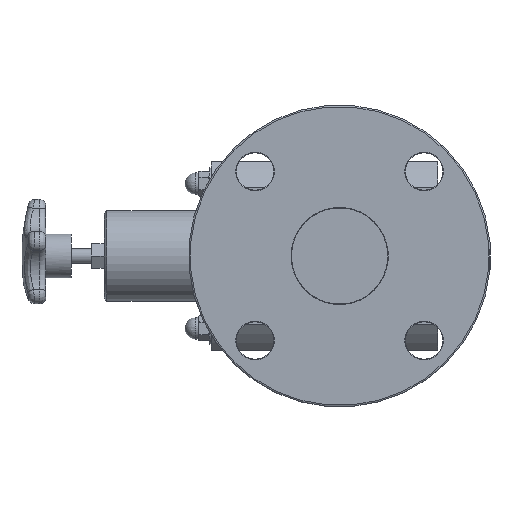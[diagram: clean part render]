
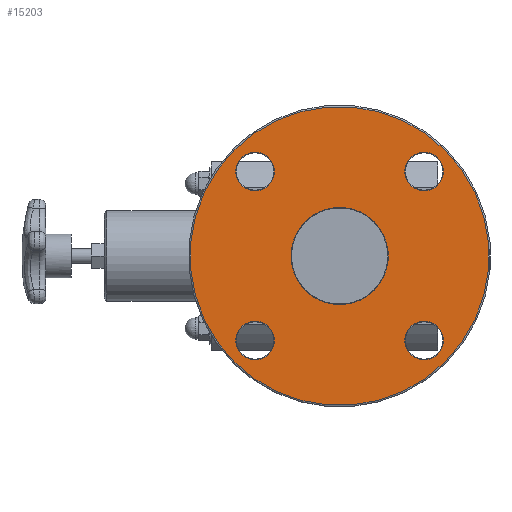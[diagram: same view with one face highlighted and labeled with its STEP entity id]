
A CAD part, left-side view. The second image highlights one B-rep face of the part: STEP entity #15203.
In plain terms, the highlighted planar face has unit normal (-1, 0, 0).
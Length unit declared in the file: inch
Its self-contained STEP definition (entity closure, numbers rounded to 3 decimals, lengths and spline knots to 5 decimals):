
#15125=CARTESIAN_POINT('',(-4.625,4.04811,2.10011));
#15126=VERTEX_POINT('',#15125);
#15127=CARTESIAN_POINT('',(-4.625,1.948,0.));
#15128=DIRECTION('',(1.0,0.,0.));
#15129=DIRECTION('',(0.,-0.707,-0.707));
#15130=AXIS2_PLACEMENT_3D('',#15127,#15128,#15129);
#15131=CIRCLE('',#15130,2.97);
#15132=EDGE_CURVE('',#15126,#15126,#15131,.T.);
#15140=CARTESIAN_POINT('',(-4.625,3.34683,1.39883));
#15141=DIRECTION('',(-1.0,0.0,0.0));
#15142=DIRECTION('',(0.0,-0.707,0.707));
#15143=AXIS2_PLACEMENT_3D('',#15140,#15141,#15142);
#15144=PLANE('',#15143);
#15145=ORIENTED_EDGE('',*,*,#15132,.F.);
#15146=EDGE_LOOP('',(#15145));
#15147=FACE_OUTER_BOUND('',#15146,.T.);
#15148=CARTESIAN_POINT('',(-4.625,-0.00185,-1.40891));
#15149=VERTEX_POINT('',#15148);
#15150=CARTESIAN_POINT('',(-4.625,0.26862,-1.67938));
#15151=DIRECTION('',(-1.,0.,0.));
#15152=DIRECTION('',(0.,0.707,-0.707));
#15153=AXIS2_PLACEMENT_3D('',#15150,#15151,#15152);
#15154=CIRCLE('',#15153,0.3825);
#15155=EDGE_CURVE('',#15149,#15149,#15154,.T.);
#15156=ORIENTED_EDGE('',*,*,#15155,.F.);
#15157=EDGE_LOOP('',(#15156));
#15158=FACE_BOUND('',#15157,.T.);
#15159=CARTESIAN_POINT('',(-4.625,3.35691,-1.94985));
#15160=VERTEX_POINT('',#15159);
#15161=CARTESIAN_POINT('',(-4.625,3.62738,-1.67938));
#15162=DIRECTION('',(-1.,0.,0.));
#15163=DIRECTION('',(0.,0.707,0.707));
#15164=AXIS2_PLACEMENT_3D('',#15161,#15162,#15163);
#15165=CIRCLE('',#15164,0.3825);
#15166=EDGE_CURVE('',#15160,#15160,#15165,.T.);
#15167=ORIENTED_EDGE('',*,*,#15166,.F.);
#15168=EDGE_LOOP('',(#15167));
#15169=FACE_BOUND('',#15168,.T.);
#15170=CARTESIAN_POINT('',(-4.625,3.89785,1.40891));
#15171=VERTEX_POINT('',#15170);
#15172=CARTESIAN_POINT('',(-4.625,3.62738,1.67938));
#15173=DIRECTION('',(-1.,0.,0.));
#15174=DIRECTION('',(0.,-0.707,0.707));
#15175=AXIS2_PLACEMENT_3D('',#15172,#15173,#15174);
#15176=CIRCLE('',#15175,0.3825);
#15177=EDGE_CURVE('',#15171,#15171,#15176,.T.);
#15178=ORIENTED_EDGE('',*,*,#15177,.F.);
#15179=EDGE_LOOP('',(#15178));
#15180=FACE_BOUND('',#15179,.T.);
#15181=CARTESIAN_POINT('',(-4.625,2.63142,0.68342));
#15182=VERTEX_POINT('',#15181);
#15183=CARTESIAN_POINT('',(-4.625,1.948,0.));
#15184=DIRECTION('',(-1.0,0.,0.));
#15185=DIRECTION('',(0.,-0.707,-0.707));
#15186=AXIS2_PLACEMENT_3D('',#15183,#15184,#15185);
#15187=CIRCLE('',#15186,0.9665);
#15188=EDGE_CURVE('',#15182,#15182,#15187,.T.);
#15189=ORIENTED_EDGE('',*,*,#15188,.F.);
#15190=EDGE_LOOP('',(#15189));
#15191=FACE_BOUND('',#15190,.T.);
#15192=CARTESIAN_POINT('',(-4.625,0.53909,1.94985));
#15193=VERTEX_POINT('',#15192);
#15194=CARTESIAN_POINT('',(-4.625,0.26862,1.67938));
#15195=DIRECTION('',(-1.,0.,0.));
#15196=DIRECTION('',(0.,-0.707,-0.707));
#15197=AXIS2_PLACEMENT_3D('',#15194,#15195,#15196);
#15198=CIRCLE('',#15197,0.3825);
#15199=EDGE_CURVE('',#15193,#15193,#15198,.T.);
#15200=ORIENTED_EDGE('',*,*,#15199,.F.);
#15201=EDGE_LOOP('',(#15200));
#15202=FACE_BOUND('',#15201,.T.);
#15203=ADVANCED_FACE('',(#15147,#15158,#15169,#15180,#15191,#15202),#15144,.T.);
